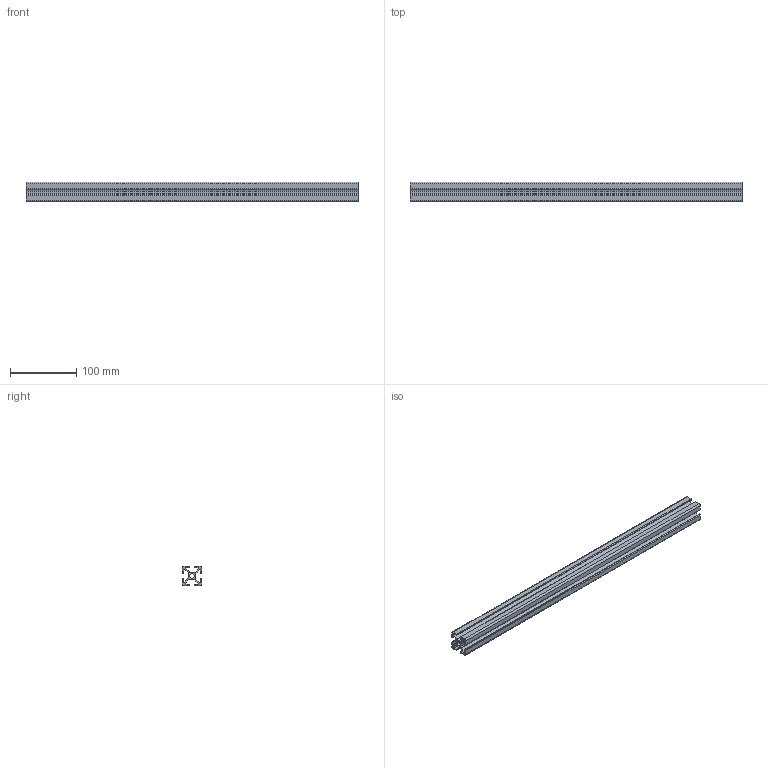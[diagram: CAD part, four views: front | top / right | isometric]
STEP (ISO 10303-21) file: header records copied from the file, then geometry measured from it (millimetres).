
FILE_DESCRIPTION (( 'STEP AP214' ), '1' );
FILE_NAME ('RP2010 8 30x30 Light.STEP', '2026-02-26T12:02:40', ( '' ), ( '' ), 'SwSTEP 2.0', 'SolidWorks 2026', '' );
FILE_SCHEMA (( 'AUTOMOTIVE_DESIGN' ));
Length unit declared in the file: millimetre
Products named in the file (1): RP2010 8 30x30 Light
Bounding box: 500 x 30 x 30 mm (x, y, z)
Volume: 165975.4 mm3; surface area: 135198.2 mm2
Topology: 1 solids, 1 shells, 82 faces, 240 edges, 160 vertices
Faces by surface type: cylinder 48, plane 34
Entity records: 2787 total; most frequent: DIRECTION 502, CARTESIAN_POINT 483, ORIENTED_EDGE 480, EDGE_CURVE 240, AXIS2_PLACEMENT_3D 179, VERTEX_POINT 160, LINE 144, VECTOR 144
